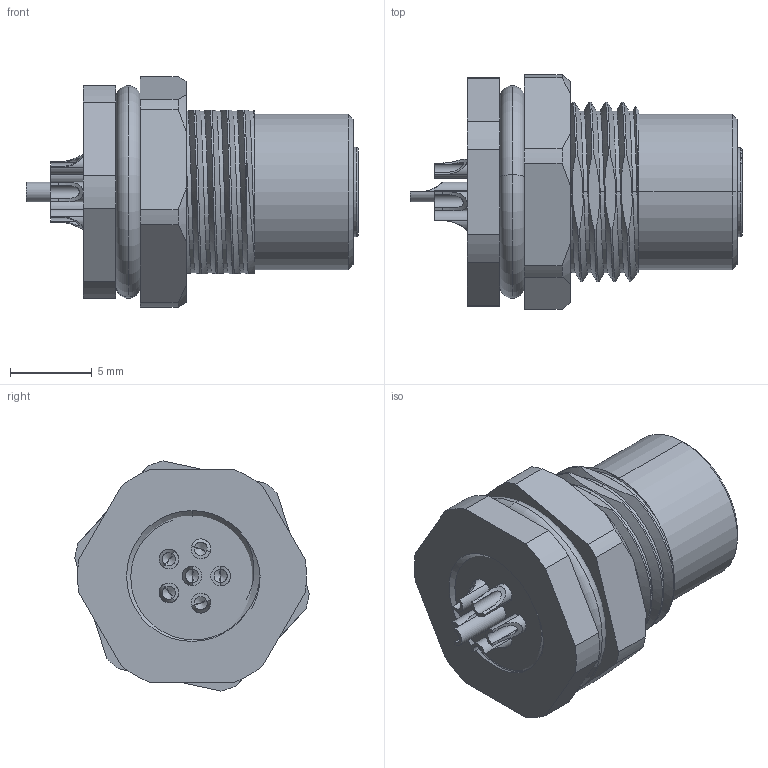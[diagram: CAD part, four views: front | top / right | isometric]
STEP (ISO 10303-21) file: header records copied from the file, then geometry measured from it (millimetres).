
FILE_DESCRIPTION (( 'STEP AP203' ), '1' );
FILE_NAME ('54-00325revA.STEP', '2023-02-08T21:58:26', ( '' ), ( '' ), 'SwSTEP 2.0', 'SolidWorks 2021', '' );
FILE_SCHEMA (( 'CONFIG_CONTROL_DESIGN' ));
Length unit declared in the file: millimetre
Products named in the file (8): 54-00325revA; 54-00325-02___; 54-00325-03___; 54-00325-04___; 54-00325-06___; 54-00325-05___; 54-00325-01___; 54-00325-07___
Assembly tree (11 placements, depth 2):
  54-00325revA
    54-00325-01___
    54-00325-02___
    54-00325-03___  x5
    54-00325-04___
    54-00325-05___
    54-00325-06___
    54-00325-07___
Bounding box: 20.3 x 14.34 x 14.07 mm (x, y, z)
Volume: 1538.5 mm3; surface area: 3377.3 mm2
Topology: 11 solids, 11 shells, 409 faces, 1036 edges, 648 vertices
Faces by surface type: cylinder 185, plane 131, cone 48, torus 35, bspline 10
Entity records: 12894 total; most frequent: CARTESIAN_POINT 5443, ORIENTED_EDGE 1432, DIRECTION 1318, EDGE_CURVE 716, AXIS2_PLACEMENT_3D 525, VERTEX_POINT 464, EDGE_LOOP 316, FACE_OUTER_BOUND 281
